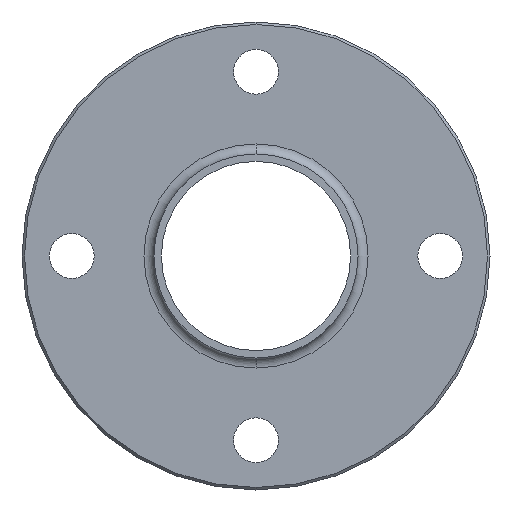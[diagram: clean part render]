
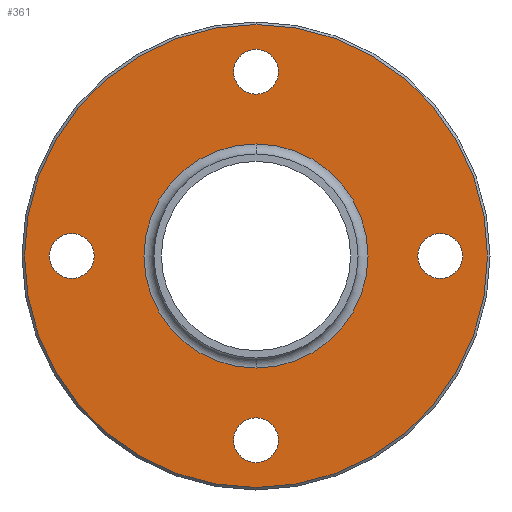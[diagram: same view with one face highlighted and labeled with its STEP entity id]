
A CAD part, left-side view. The second image highlights one B-rep face of the part: STEP entity #361.
In plain terms, the highlighted planar face has unit normal (-1, 0, 0).
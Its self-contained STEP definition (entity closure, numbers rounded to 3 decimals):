
#9 = DIRECTION ( 'NONE',  ( 0., 0., -1. ) ) ;
#27 = AXIS2_PLACEMENT_3D ( 'NONE', #257, #93, #830 ) ;
#36 = EDGE_CURVE ( 'NONE', #732, #379, #808, .T. ) ;
#47 = EDGE_LOOP ( 'NONE', ( #854, #76 ) ) ;
#54 = CARTESIAN_POINT ( 'NONE',  ( 6.609, -37., -4.5 ) ) ;
#55 = CIRCLE ( 'NONE', #204, 22.5 ) ;
#76 = ORIENTED_EDGE ( 'NONE', *, *, #1034, .T. ) ;
#81 = CARTESIAN_POINT ( 'NONE',  ( 6.609, 0., 32.5 ) ) ;
#86 = EDGE_CURVE ( 'NONE', #524, #427, #291, .T. ) ;
#87 = CARTESIAN_POINT ( 'NONE',  ( 6.609, 0., -32.5 ) ) ;
#93 = DIRECTION ( 'NONE',  ( -1., 0., 0. ) ) ;
#97 = AXIS2_PLACEMENT_3D ( 'NONE', #746, #1003, #896 ) ;
#98 = DIRECTION ( 'NONE',  ( 0., 0., -1. ) ) ;
#132 = FACE_BOUND ( 'NONE', #784, .T. ) ;
#156 = ORIENTED_EDGE ( 'NONE', *, *, #36, .T. ) ;
#171 = DIRECTION ( 'NONE',  ( 0., 0., 1. ) ) ;
#173 = CARTESIAN_POINT ( 'NONE',  ( 6.609, 0., 0. ) ) ;
#183 = CIRCLE ( 'NONE', #307, 4.5 ) ;
#186 = CARTESIAN_POINT ( 'NONE',  ( 6.609, 0., 22.5 ) ) ;
#201 = CARTESIAN_POINT ( 'NONE',  ( 6.609, 0., 0. ) ) ;
#204 = AXIS2_PLACEMENT_3D ( 'NONE', #201, #528, #861 ) ;
#209 = CARTESIAN_POINT ( 'NONE',  ( 6.609, 37., 4.5 ) ) ;
#223 = FACE_BOUND ( 'NONE', #1060, .T. ) ;
#228 = AXIS2_PLACEMENT_3D ( 'NONE', #240, #555, #9 ) ;
#231 = FACE_BOUND ( 'NONE', #727, .T. ) ;
#240 = CARTESIAN_POINT ( 'NONE',  ( 6.609, -37., 0. ) ) ;
#242 = ORIENTED_EDGE ( 'NONE', *, *, #627, .T. ) ;
#244 = CARTESIAN_POINT ( 'NONE',  ( 6.609, 0., -37. ) ) ;
#247 = EDGE_CURVE ( 'NONE', #807, #586, #55, .T. ) ;
#248 = EDGE_LOOP ( 'NONE', ( #616, #242 ) ) ;
#257 = CARTESIAN_POINT ( 'NONE',  ( 6.609, 0., 0. ) ) ;
#268 = DIRECTION ( 'NONE',  ( 0., 0., -1. ) ) ;
#272 = AXIS2_PLACEMENT_3D ( 'NONE', #173, #344, #425 ) ;
#288 = ORIENTED_EDGE ( 'NONE', *, *, #483, .T. ) ;
#290 = CIRCLE ( 'NONE', #97, 4.5 ) ;
#291 = CIRCLE ( 'NONE', #272, 46.5 ) ;
#303 = CARTESIAN_POINT ( 'NONE',  ( 6.609, -37., 4.5 ) ) ;
#307 = AXIS2_PLACEMENT_3D ( 'NONE', #415, #996, #364 ) ;
#308 = AXIS2_PLACEMENT_3D ( 'NONE', #566, #901, #171 ) ;
#312 = DIRECTION ( 'NONE',  ( 0., 0., -1. ) ) ;
#326 = VERTEX_POINT ( 'NONE', #303 ) ;
#328 = DIRECTION ( 'NONE',  ( 1., 0., 0. ) ) ;
#329 = CARTESIAN_POINT ( 'NONE',  ( 6.609, 0., -37. ) ) ;
#337 = CARTESIAN_POINT ( 'NONE',  ( 6.609, 0., 41.5 ) ) ;
#344 = DIRECTION ( 'NONE',  ( -1., 0., 0. ) ) ;
#361 = ADVANCED_FACE ( 'NONE', ( #223, #1046, #231, #734, #132, #881 ), #633, .F. ) ;
#364 = DIRECTION ( 'NONE',  ( 0., 0., -1. ) ) ;
#370 = AXIS2_PLACEMENT_3D ( 'NONE', #482, #502, #98 ) ;
#379 = VERTEX_POINT ( 'NONE', #971 ) ;
#381 = DIRECTION ( 'NONE',  ( 0., 0., -1. ) ) ;
#415 = CARTESIAN_POINT ( 'NONE',  ( 6.609, 0., 37. ) ) ;
#425 = DIRECTION ( 'NONE',  ( 0., 0., 1. ) ) ;
#426 = AXIS2_PLACEMENT_3D ( 'NONE', #329, #759, #268 ) ;
#427 = VERTEX_POINT ( 'NONE', #676 ) ;
#480 = VERTEX_POINT ( 'NONE', #337 ) ;
#482 = CARTESIAN_POINT ( 'NONE',  ( 6.609, 0., 37. ) ) ;
#483 = EDGE_CURVE ( 'NONE', #530, #480, #757, .T. ) ;
#493 = EDGE_CURVE ( 'NONE', #379, #732, #857, .T. ) ;
#502 = DIRECTION ( 'NONE',  ( 1., 0., 0. ) ) ;
#506 = EDGE_CURVE ( 'NONE', #586, #807, #721, .T. ) ;
#510 = ORIENTED_EDGE ( 'NONE', *, *, #247, .F. ) ;
#513 = CARTESIAN_POINT ( 'NONE',  ( 6.609, -37., 0. ) ) ;
#524 = VERTEX_POINT ( 'NONE', #993 ) ;
#528 = DIRECTION ( 'NONE',  ( -1., 0., 0. ) ) ;
#530 = VERTEX_POINT ( 'NONE', #81 ) ;
#535 = EDGE_CURVE ( 'NONE', #427, #524, #559, .T. ) ;
#544 = EDGE_CURVE ( 'NONE', #1017, #611, #290, .T. ) ;
#554 = CARTESIAN_POINT ( 'NONE',  ( 6.609, 22.5, 0. ) ) ;
#555 = DIRECTION ( 'NONE',  ( 1., 0., 0. ) ) ;
#559 = CIRCLE ( 'NONE', #27, 46.5 ) ;
#566 = CARTESIAN_POINT ( 'NONE',  ( 6.609, 0., 0. ) ) ;
#586 = VERTEX_POINT ( 'NONE', #186 ) ;
#611 = VERTEX_POINT ( 'NONE', #209 ) ;
#616 = ORIENTED_EDGE ( 'NONE', *, *, #1001, .T. ) ;
#620 = CIRCLE ( 'NONE', #228, 4.5 ) ;
#625 = DIRECTION ( 'NONE',  ( 1., 0., 0. ) ) ;
#627 = EDGE_CURVE ( 'NONE', #326, #640, #1058, .T. ) ;
#633 = PLANE ( 'NONE',  #1031 ) ;
#640 = VERTEX_POINT ( 'NONE', #54 ) ;
#650 = ORIENTED_EDGE ( 'NONE', *, *, #506, .F. ) ;
#653 = CARTESIAN_POINT ( 'NONE',  ( 6.609, 37., 0. ) ) ;
#662 = ORIENTED_EDGE ( 'NONE', *, *, #761, .T. ) ;
#670 = CARTESIAN_POINT ( 'NONE',  ( 6.609, 0., -22.5 ) ) ;
#676 = CARTESIAN_POINT ( 'NONE',  ( 6.609, 0., 46.5 ) ) ;
#721 = CIRCLE ( 'NONE', #308, 22.5 ) ;
#727 = EDGE_LOOP ( 'NONE', ( #736, #156 ) ) ;
#732 = VERTEX_POINT ( 'NONE', #87 ) ;
#734 = FACE_BOUND ( 'NONE', #47, .T. ) ;
#736 = ORIENTED_EDGE ( 'NONE', *, *, #493, .T. ) ;
#741 = CARTESIAN_POINT ( 'NONE',  ( 6.609, 37., -4.5 ) ) ;
#746 = CARTESIAN_POINT ( 'NONE',  ( 6.609, 37., 0. ) ) ;
#755 = ORIENTED_EDGE ( 'NONE', *, *, #86, .T. ) ;
#757 = CIRCLE ( 'NONE', #370, 4.5 ) ;
#759 = DIRECTION ( 'NONE',  ( 1., 0., 0. ) ) ;
#761 = EDGE_CURVE ( 'NONE', #480, #530, #183, .T. ) ;
#784 = EDGE_LOOP ( 'NONE', ( #650, #510 ) ) ;
#791 = EDGE_LOOP ( 'NONE', ( #755, #1057 ) ) ;
#807 = VERTEX_POINT ( 'NONE', #670 ) ;
#808 = CIRCLE ( 'NONE', #426, 4.5 ) ;
#830 = DIRECTION ( 'NONE',  ( 0., 0., 1. ) ) ;
#836 = DIRECTION ( 'NONE',  ( 1., 0., 0. ) ) ;
#854 = ORIENTED_EDGE ( 'NONE', *, *, #544, .T. ) ;
#857 = CIRCLE ( 'NONE', #921, 4.5 ) ;
#861 = DIRECTION ( 'NONE',  ( 0., 0., 1. ) ) ;
#881 = FACE_OUTER_BOUND ( 'NONE', #791, .T. ) ;
#889 = AXIS2_PLACEMENT_3D ( 'NONE', #513, #625, #381 ) ;
#896 = DIRECTION ( 'NONE',  ( 0., 0., -1. ) ) ;
#901 = DIRECTION ( 'NONE',  ( -1., 0., 0. ) ) ;
#906 = DIRECTION ( 'NONE',  ( 0., 0., -1. ) ) ;
#915 = AXIS2_PLACEMENT_3D ( 'NONE', #653, #328, #983 ) ;
#921 = AXIS2_PLACEMENT_3D ( 'NONE', #244, #836, #906 ) ;
#971 = CARTESIAN_POINT ( 'NONE',  ( 6.609, 0., -41.5 ) ) ;
#983 = DIRECTION ( 'NONE',  ( 0., 0., -1. ) ) ;
#993 = CARTESIAN_POINT ( 'NONE',  ( 6.609, 0., -46.5 ) ) ;
#996 = DIRECTION ( 'NONE',  ( 1., 0., 0. ) ) ;
#1000 = CIRCLE ( 'NONE', #915, 4.5 ) ;
#1001 = EDGE_CURVE ( 'NONE', #640, #326, #620, .T. ) ;
#1003 = DIRECTION ( 'NONE',  ( 1., 0., 0. ) ) ;
#1017 = VERTEX_POINT ( 'NONE', #741 ) ;
#1031 = AXIS2_PLACEMENT_3D ( 'NONE', #554, #1037, #312 ) ;
#1034 = EDGE_CURVE ( 'NONE', #611, #1017, #1000, .T. ) ;
#1037 = DIRECTION ( 'NONE',  ( 1., 0., 0. ) ) ;
#1046 = FACE_BOUND ( 'NONE', #248, .T. ) ;
#1057 = ORIENTED_EDGE ( 'NONE', *, *, #535, .T. ) ;
#1058 = CIRCLE ( 'NONE', #889, 4.5 ) ;
#1060 = EDGE_LOOP ( 'NONE', ( #288, #662 ) ) ;
